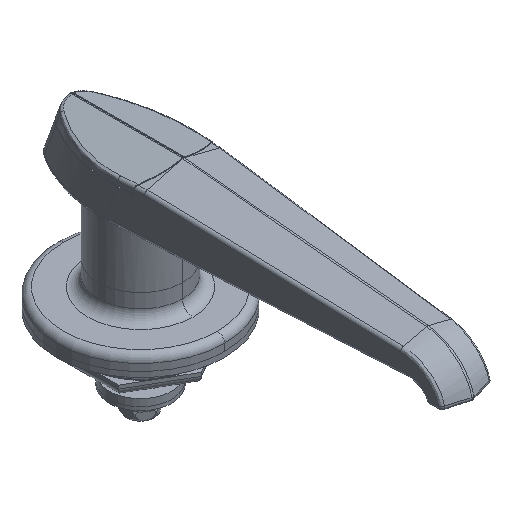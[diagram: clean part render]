
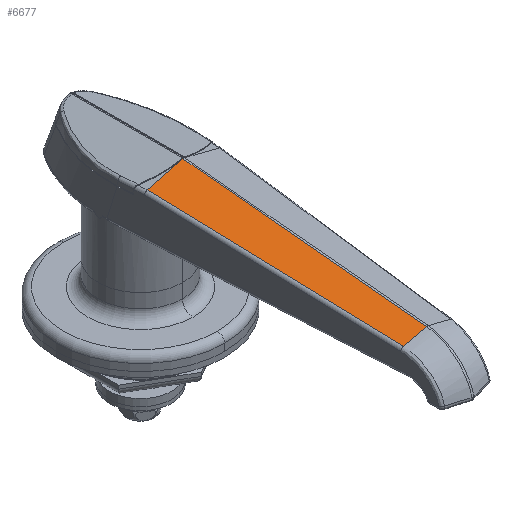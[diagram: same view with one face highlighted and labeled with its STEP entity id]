
A CAD part, isometric view. The second image highlights one B-rep face of the part: STEP entity #6677.
In plain terms, the highlighted planar face has unit normal (-0.259, -0.093, 0.961).
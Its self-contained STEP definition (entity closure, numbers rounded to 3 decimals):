
#386 = ORIENTED_EDGE ( 'NONE', *, *, #13160, .T. ) ;
#855 = DIRECTION ( 'NONE',  ( 0., -0.995, -0.096 ) ) ;
#1187 = VECTOR ( 'NONE', #855, 1000. ) ;
#1305 = LINE ( 'NONE', #7512, #6516 ) ;
#1902 = CARTESIAN_POINT ( 'NONE',  ( -10.355, -12.268, 12.261 ) ) ;
#2012 = VERTEX_POINT ( 'NONE', #4662 ) ;
#2396 = VERTEX_POINT ( 'NONE', #12107 ) ;
#3329 = PLANE ( 'NONE',  #8789 ) ;
#3556 = EDGE_CURVE ( 'NONE', #4641, #2396, #10709, .T. ) ;
#3741 = VERTEX_POINT ( 'NONE', #6533 ) ;
#3886 = VERTEX_POINT ( 'NONE', #8502 ) ;
#3994 = ORIENTED_EDGE ( 'NONE', *, *, #11652, .F. ) ;
#4463 = DIRECTION ( 'NONE',  ( 0.966, -0.025, 0.258 ) ) ;
#4533 = CARTESIAN_POINT ( 'NONE',  ( -14.998, -12.207, 11.017 ) ) ;
#4641 = VERTEX_POINT ( 'NONE', #12576 ) ;
#4662 = CARTESIAN_POINT ( 'NONE',  ( -10.35, -12.268, 12.262 ) ) ;
#4746 = FACE_OUTER_BOUND ( 'NONE', #11340, .T. ) ;
#4854 = CARTESIAN_POINT ( 'NONE',  ( -10.353, -12.268, 12.261 ) ) ;
#6275 = DIRECTION ( 'NONE',  ( -0.966, 0., -0.26 ) ) ;
#6285 =( BOUNDED_CURVE ( )  B_SPLINE_CURVE ( 3, ( #7994, #9820, #4854, #1902 ),
 .UNSPECIFIED., .F., .T. ) 
 B_SPLINE_CURVE_WITH_KNOTS ( ( 4, 4 ),
 ( 6.277, 6.282 ),
 .UNSPECIFIED. ) 
 CURVE ( )  GEOMETRIC_REPRESENTATION_ITEM ( )  RATIONAL_B_SPLINE_CURVE ( ( 1., 1., 1., 1. ) ) 
 REPRESENTATION_ITEM ( '' )  );
#6516 = VECTOR ( 'NONE', #7391, 1000. ) ;
#6533 = CARTESIAN_POINT ( 'NONE',  ( -10.355, -12.268, 12.261 ) ) ;
#6677 = ADVANCED_FACE ( 'NONE', ( #4746 ), #3329, .F. ) ;
#6767 = DIRECTION ( 'NONE',  ( -0.966, 0.013, -0.259 ) ) ;
#6919 = VECTOR ( 'NONE', #4463, 1000. ) ;
#7155 = CARTESIAN_POINT ( 'NONE',  ( -0.259, -12.397, 14.966 ) ) ;
#7354 = ORIENTED_EDGE ( 'NONE', *, *, #3556, .T. ) ;
#7391 = DIRECTION ( 'NONE',  ( 0.052, -0.995, -0.082 ) ) ;
#7403 = CARTESIAN_POINT ( 'NONE',  ( -15., -12.016, 11.035 ) ) ;
#7512 = CARTESIAN_POINT ( 'NONE',  ( -10.375, -11.879, 12.293 ) ) ;
#7682 = LINE ( 'NONE', #4533, #11427 ) ;
#7948 = LINE ( 'NONE', #7155, #1187 ) ;
#7994 = CARTESIAN_POINT ( 'NONE',  ( -10.35, -12.268, 12.262 ) ) ;
#8278 = DIRECTION ( 'NONE',  ( 0.259, 0.093, -0.961 ) ) ;
#8502 = CARTESIAN_POINT ( 'NONE',  ( -0.259, -12.398, 14.966 ) ) ;
#8789 = AXIS2_PLACEMENT_3D ( 'NONE', #7403, #8278, #6275 ) ;
#8974 = ORIENTED_EDGE ( 'NONE', *, *, #12935, .T. ) ;
#9782 = CARTESIAN_POINT ( 'NONE',  ( -15., -81.551, 4.297 ) ) ;
#9820 = CARTESIAN_POINT ( 'NONE',  ( -10.352, -12.268, 12.262 ) ) ;
#10709 = LINE ( 'NONE', #9782, #6919 ) ;
#11340 = EDGE_LOOP ( 'NONE', ( #8974, #12400, #386, #7354, #3994 ) ) ;
#11427 = VECTOR ( 'NONE', #6767, 1000. ) ;
#11652 = EDGE_CURVE ( 'NONE', #3886, #2396, #7948, .T. ) ;
#12107 = CARTESIAN_POINT ( 'NONE',  ( -0.259, -81.932, 8.229 ) ) ;
#12400 = ORIENTED_EDGE ( 'NONE', *, *, #12784, .T. ) ;
#12576 = CARTESIAN_POINT ( 'NONE',  ( -6.728, -81.765, 6.503 ) ) ;
#12784 = EDGE_CURVE ( 'NONE', #2012, #3741, #6285, .T. ) ;
#12935 = EDGE_CURVE ( 'NONE', #3886, #2012, #7682, .T. ) ;
#13160 = EDGE_CURVE ( 'NONE', #3741, #4641, #1305, .T. ) ;
